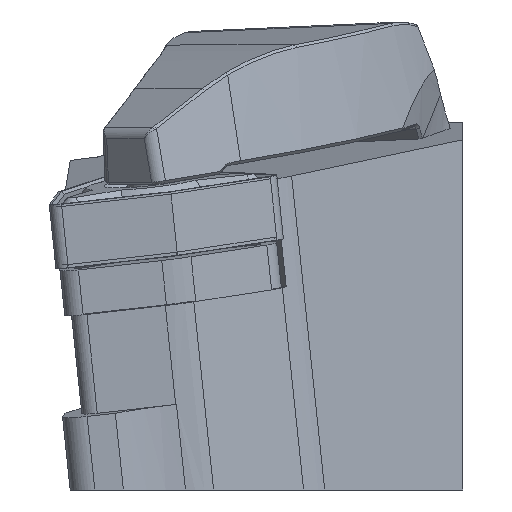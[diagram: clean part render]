
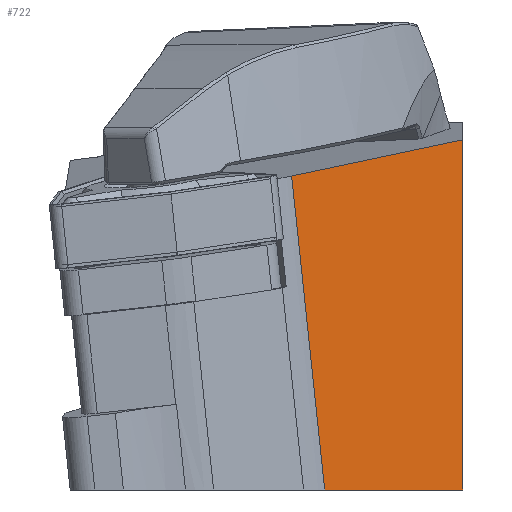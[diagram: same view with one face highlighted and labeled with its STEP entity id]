
A CAD part, left-side view. The second image highlights one B-rep face of the part: STEP entity #722.
In plain terms, the highlighted planar face has unit normal (-0.703, -0.711, 0).
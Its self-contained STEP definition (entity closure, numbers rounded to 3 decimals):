
#722=ADVANCED_FACE('',(#1007),#903,.T.);
#903=PLANE('',#3776);
#1007=FACE_OUTER_BOUND('',#1181,.T.);
#1181=EDGE_LOOP('',(#2004,#2005,#2006,#2007));
#1369=LINE('',#4873,#1635);
#1395=LINE('',#4963,#1661);
#1398=LINE('',#4970,#1664);
#1427=LINE('',#5039,#1693);
#1635=VECTOR('',#4046,1.);
#1661=VECTOR('',#4084,1.);
#1664=VECTOR('',#4091,1.);
#1693=VECTOR('',#4156,1.);
#2004=ORIENTED_EDGE('',*,*,#3212,.F.);
#2005=ORIENTED_EDGE('',*,*,#3248,.F.);
#2006=ORIENTED_EDGE('',*,*,#3175,.F.);
#2007=ORIENTED_EDGE('',*,*,#3208,.T.);
#2866=VERTEX_POINT('',#4872);
#2867=VERTEX_POINT('',#4874);
#2897=VERTEX_POINT('',#4962);
#2899=VERTEX_POINT('',#4969);
#3175=EDGE_CURVE('',#2866,#2867,#1369,.T.);
#3208=EDGE_CURVE('',#2866,#2897,#1395,.T.);
#3212=EDGE_CURVE('',#2899,#2897,#1398,.T.);
#3248=EDGE_CURVE('',#2867,#2899,#1427,.T.);
#3776=AXIS2_PLACEMENT_3D('',#5040,#4157,#4158);
#4046=DIRECTION('',(-0.001,0.,-1.));
#4084=DIRECTION('',(-0.703,0.696,-0.147));
#4091=DIRECTION('',(-0.105,0.104,0.989));
#4156=DIRECTION('',(-0.711,0.703,0.));
#4157=DIRECTION('',(-0.703,-0.711,0.));
#4158=DIRECTION('',(-0.711,0.703,0.));
#4872=CARTESIAN_POINT('',(17.661,-4.,4.557));
#4873=CARTESIAN_POINT('',(17.667,-4.,15.549));
#4874=CARTESIAN_POINT('',(17.646,-4.,-20.));
#4962=CARTESIAN_POINT('',(5.529,7.998,2.014));
#4963=CARTESIAN_POINT('',(-25.382,38.57,-4.466));
#4969=CARTESIAN_POINT('',(7.856,5.684,-20.));
#4970=CARTESIAN_POINT('',(7.066,6.47,-12.525));
#5039=CARTESIAN_POINT('',(17.667,-4.02,-20.));
#5040=CARTESIAN_POINT('',(140.646,-125.643,15.478));
